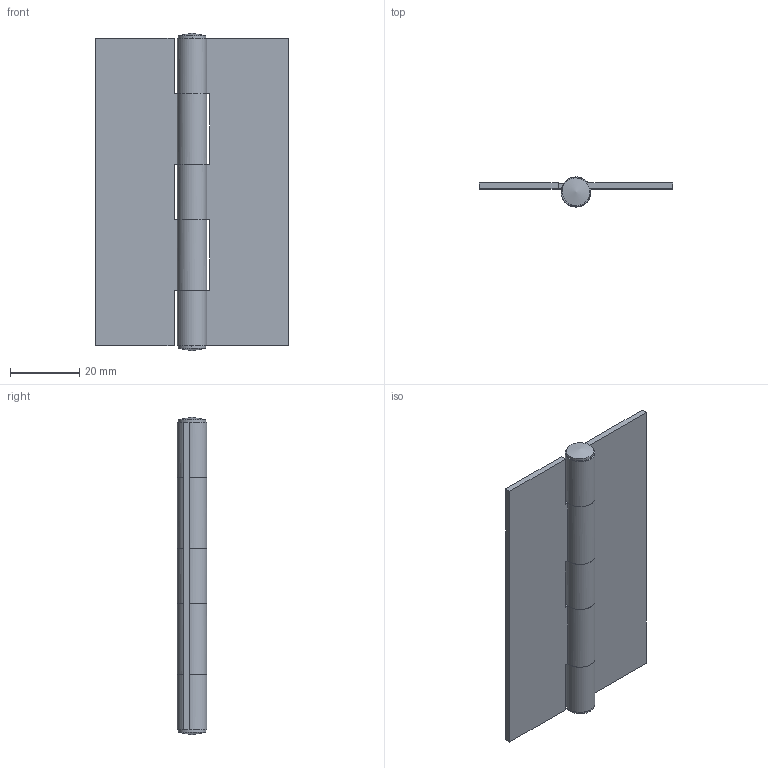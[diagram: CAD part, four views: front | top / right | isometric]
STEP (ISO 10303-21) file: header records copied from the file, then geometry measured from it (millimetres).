
FILE_DESCRIPTION((''),'2;1');
FILE_NAME('','2008-05-01T21:05:25',(''),(''),'','CADfix','');
FILE_SCHEMA(('AUTOMOTIVE_DESIGN { 1 0 10303 214 1 1 1 1 }'));
Length unit declared in the file: millimetre
Bounding box: 56 x 8.6 x 92 mm (x, y, z)
Volume: 12309.2 mm3; surface area: 14983.8 mm2
Topology: 4 solids, 4 shells, 52 faces, 142 edges, 100 vertices
Faces by surface type: bspline 52
Entity records: 2358 total; most frequent: CARTESIAN_POINT 1467, ORIENTED_EDGE 284, EDGE_CURVE 142, VERTEX_POINT 100, QUASI_UNIFORM_CURVE 90, EDGE_LOOP 54, FACE_OUTER_BOUND 52, ADVANCED_FACE 52
